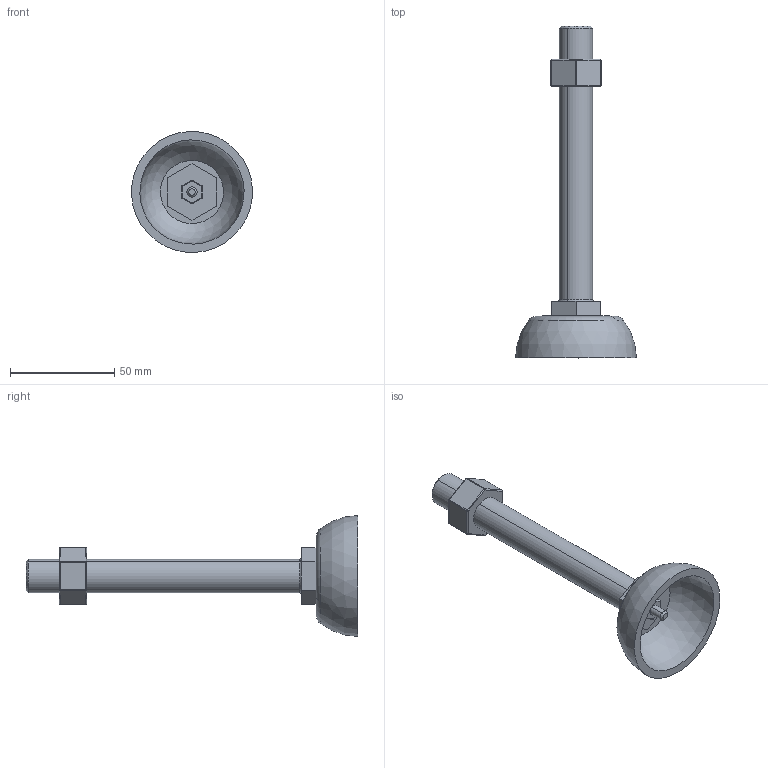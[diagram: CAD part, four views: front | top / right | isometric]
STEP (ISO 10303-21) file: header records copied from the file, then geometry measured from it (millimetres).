
FILE_DESCRIPTION (( 'STEP AP214' ), '1' );
FILE_NAME ('B856 Îïîðà ðåãóëèðóåìàÿ Ô58 Ì16õ132.STEP', '2025-07-18T07:37:15', ( '' ), ( '' ), 'SwSTEP 2.0', 'SolidWorks 2025', '' );
FILE_SCHEMA (( 'AUTOMOTIVE_DESIGN' ));
Length unit declared in the file: millimetre
Products named in the file (5): Мал. гайка_00; Гайка_00; B856 Опора регулируемая Ф58 М16х132; Вал_00; Опора_00
Assembly tree (4 placements, depth 2):
  B856 Опора регулируемая Ф58 М16х132
    Опора_00
    Вал_00
    Гайка_00
    Мал. гайка_00
Bounding box: 57.94 x 159.1 x 57.94 mm (x, y, z)
Volume: 48447.7 mm3; surface area: 20337.5 mm2
Topology: 4 solids, 4 shells, 123 faces, 267 edges, 143 vertices
Faces by surface type: cylinder 48, plane 30, sphere 27, cone 12, torus 6
Entity records: 3334 total; most frequent: DIRECTION 634, CARTESIAN_POINT 509, ORIENTED_EDGE 488, AXIS2_PLACEMENT_3D 260, EDGE_CURVE 244, VERTEX_POINT 135, EDGE_LOOP 135, CIRCLE 130
